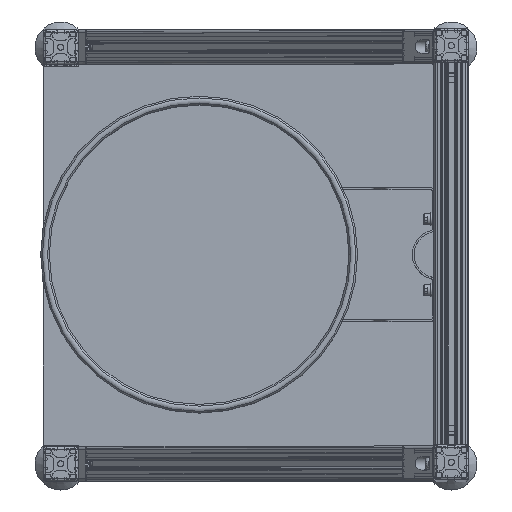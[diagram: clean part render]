
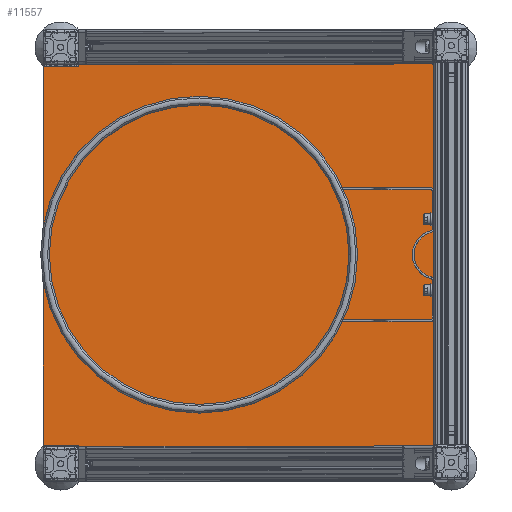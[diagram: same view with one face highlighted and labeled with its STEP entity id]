
A CAD part, top view. The second image highlights one B-rep face of the part: STEP entity #11557.
In plain terms, the highlighted planar face has unit normal (0, 0, 1).
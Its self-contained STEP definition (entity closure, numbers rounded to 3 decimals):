
#11557=ADVANCED_FACE('',(#17522),#17523,.T.);
#17522=FACE_OUTER_BOUND('',#25301,.T.);
#17523=PLANE('',#25302);
#25301=EDGE_LOOP('',(#36345,#36346,#36347,#36348,#36349,#36350,#36351,#36352,#36353,#36354,#36355,#36356,#36357,#36358,#36359,#36360));
#25302=AXIS2_PLACEMENT_3D('',#36361,#36362,#36363);
#36345=ORIENTED_EDGE('',*,*,#55499,.F.);
#36346=ORIENTED_EDGE('',*,*,#55482,.F.);
#36347=ORIENTED_EDGE('',*,*,#55500,.F.);
#36348=ORIENTED_EDGE('',*,*,#55501,.F.);
#36349=ORIENTED_EDGE('',*,*,#55502,.F.);
#36350=ORIENTED_EDGE('',*,*,#55492,.F.);
#36351=ORIENTED_EDGE('',*,*,#55503,.F.);
#36352=ORIENTED_EDGE('',*,*,#55504,.F.);
#36353=ORIENTED_EDGE('',*,*,#55505,.F.);
#36354=ORIENTED_EDGE('',*,*,#55496,.F.);
#36355=ORIENTED_EDGE('',*,*,#55506,.F.);
#36356=ORIENTED_EDGE('',*,*,#55507,.F.);
#36357=ORIENTED_EDGE('',*,*,#55508,.F.);
#36358=ORIENTED_EDGE('',*,*,#55486,.F.);
#36359=ORIENTED_EDGE('',*,*,#55509,.F.);
#36360=ORIENTED_EDGE('',*,*,#55510,.F.);
#36361=CARTESIAN_POINT('',(-225.,0.,30.));
#36362=DIRECTION('',(0.0,0.0,1.0));
#36363=DIRECTION('',(1.0,0.0,0.0));
#55482=EDGE_CURVE('',#65450,#65446,#65452,.T.);
#55486=EDGE_CURVE('',#65457,#65459,#65460,.T.);
#55492=EDGE_CURVE('',#65468,#65464,#65470,.T.);
#55496=EDGE_CURVE('',#65475,#65477,#65478,.T.);
#55499=EDGE_CURVE('',#65446,#65481,#65482,.T.);
#55500=EDGE_CURVE('',#65483,#65450,#65484,.T.);
#55501=EDGE_CURVE('',#65485,#65483,#65486,.T.);
#55502=EDGE_CURVE('',#65464,#65485,#65487,.T.);
#55503=EDGE_CURVE('',#65488,#65468,#65489,.T.);
#55504=EDGE_CURVE('',#65490,#65488,#65491,.T.);
#55505=EDGE_CURVE('',#65477,#65490,#65492,.T.);
#55506=EDGE_CURVE('',#65493,#65475,#65494,.T.);
#55507=EDGE_CURVE('',#65495,#65493,#65496,.T.);
#55508=EDGE_CURVE('',#65459,#65495,#65497,.T.);
#55509=EDGE_CURVE('',#65498,#65457,#65499,.T.);
#55510=EDGE_CURVE('',#65481,#65498,#65500,.T.);
#65446=VERTEX_POINT('',#80485);
#65450=VERTEX_POINT('',#80491);
#65452=LINE('',#80494,#80495);
#65457=VERTEX_POINT('',#80501);
#65459=VERTEX_POINT('',#80504);
#65460=LINE('',#80505,#80506);
#65464=VERTEX_POINT('',#80511);
#65468=VERTEX_POINT('',#80517);
#65470=LINE('',#80520,#80521);
#65475=VERTEX_POINT('',#80527);
#65477=VERTEX_POINT('',#80530);
#65478=LINE('',#80531,#80532);
#65481=VERTEX_POINT('',#80536);
#65482=LINE('',#80537,#80538);
#65483=VERTEX_POINT('',#80539);
#65484=LINE('',#80540,#80541);
#65485=VERTEX_POINT('',#80542);
#65486=CIRCLE('',#80543,4.0);
#65487=LINE('',#80544,#80545);
#65488=VERTEX_POINT('',#80546);
#65489=LINE('',#80547,#80548);
#65490=VERTEX_POINT('',#80549);
#65491=CIRCLE('',#80550,4.0);
#65492=LINE('',#80551,#80552);
#65493=VERTEX_POINT('',#80553);
#65494=LINE('',#80554,#80555);
#65495=VERTEX_POINT('',#80556);
#65496=CIRCLE('',#80557,4.0);
#65497=LINE('',#80558,#80559);
#65498=VERTEX_POINT('',#80560);
#65499=LINE('',#80561,#80562);
#65500=CIRCLE('',#80563,4.0);
#80485=CARTESIAN_POINT('',(-22.,260.,30.));
#80491=CARTESIAN_POINT('',(-428.,260.,30.));
#80494=CARTESIAN_POINT('',(-225.,260.,30.));
#80495=VECTOR('',#97885,1.0);
#80501=CARTESIAN_POINT('',(20.,218.,30.));
#80504=CARTESIAN_POINT('',(20.,-218.,30.));
#80505=CARTESIAN_POINT('',(20.,0.,30.));
#80506=VECTOR('',#97888,1.0);
#80511=CARTESIAN_POINT('',(-470.,218.,30.));
#80517=CARTESIAN_POINT('',(-470.,-218.,30.));
#80520=CARTESIAN_POINT('',(-470.,0.,30.));
#80521=VECTOR('',#97893,1.0);
#80527=CARTESIAN_POINT('',(-22.,-260.,30.));
#80530=CARTESIAN_POINT('',(-428.,-260.,30.));
#80531=CARTESIAN_POINT('',(-225.,-260.,30.));
#80532=VECTOR('',#97896,1.0);
#80536=CARTESIAN_POINT('',(-22.,222.,30.));
#80537=CARTESIAN_POINT('',(-22.,0.,30.));
#80538=VECTOR('',#97898,1.0);
#80539=CARTESIAN_POINT('',(-428.,222.,30.));
#80540=CARTESIAN_POINT('',(-428.,0.,30.));
#80541=VECTOR('',#97899,1.0);
#80542=CARTESIAN_POINT('',(-432.,218.,30.));
#80543=AXIS2_PLACEMENT_3D('',#97900,#97901,#97902);
#80544=CARTESIAN_POINT('',(-225.,218.,30.));
#80545=VECTOR('',#97903,1.0);
#80546=CARTESIAN_POINT('',(-432.,-218.,30.));
#80547=CARTESIAN_POINT('',(-225.,-218.,30.));
#80548=VECTOR('',#97904,1.0);
#80549=CARTESIAN_POINT('',(-428.,-222.,30.));
#80550=AXIS2_PLACEMENT_3D('',#97905,#97906,#97907);
#80551=CARTESIAN_POINT('',(-428.,0.,30.));
#80552=VECTOR('',#97908,1.0);
#80553=CARTESIAN_POINT('',(-22.,-222.,30.));
#80554=CARTESIAN_POINT('',(-22.,0.,30.));
#80555=VECTOR('',#97909,1.0);
#80556=CARTESIAN_POINT('',(-18.,-218.,30.));
#80557=AXIS2_PLACEMENT_3D('',#97910,#97911,#97912);
#80558=CARTESIAN_POINT('',(-225.,-218.,30.));
#80559=VECTOR('',#97913,1.0);
#80560=CARTESIAN_POINT('',(-18.,218.,30.));
#80561=CARTESIAN_POINT('',(-225.,218.,30.));
#80562=VECTOR('',#97914,1.0);
#80563=AXIS2_PLACEMENT_3D('',#97915,#97916,#97917);
#97885=DIRECTION('',(1.0,0.0,0.0));
#97888=DIRECTION('',(0.0,-1.0,0.0));
#97893=DIRECTION('',(0.0,1.0,0.0));
#97896=DIRECTION('',(-1.0,0.0,0.0));
#97898=DIRECTION('',(0.,-1.0,0.0));
#97899=DIRECTION('',(0.,1.0,0.0));
#97900=CARTESIAN_POINT('',(-432.,222.,30.));
#97901=DIRECTION('',(0.0,0.0,1.0));
#97902=DIRECTION('',(1.0,0.0,0.0));
#97903=DIRECTION('',(1.0,0.0,0.0));
#97904=DIRECTION('',(-1.0,0.,0.0));
#97905=CARTESIAN_POINT('',(-432.,-222.,30.));
#97906=DIRECTION('',(0.0,0.0,1.0));
#97907=DIRECTION('',(1.0,0.0,0.0));
#97908=DIRECTION('',(0.,1.0,0.0));
#97909=DIRECTION('',(0.,-1.0,0.0));
#97910=CARTESIAN_POINT('',(-18.,-222.,30.));
#97911=DIRECTION('',(0.0,0.0,1.0));
#97912=DIRECTION('',(1.0,0.0,0.0));
#97913=DIRECTION('',(-1.0,0.,0.0));
#97914=DIRECTION('',(1.0,0.0,0.0));
#97915=CARTESIAN_POINT('',(-18.,222.,30.));
#97916=DIRECTION('',(0.0,0.0,1.0));
#97917=DIRECTION('',(1.0,0.0,0.0));
